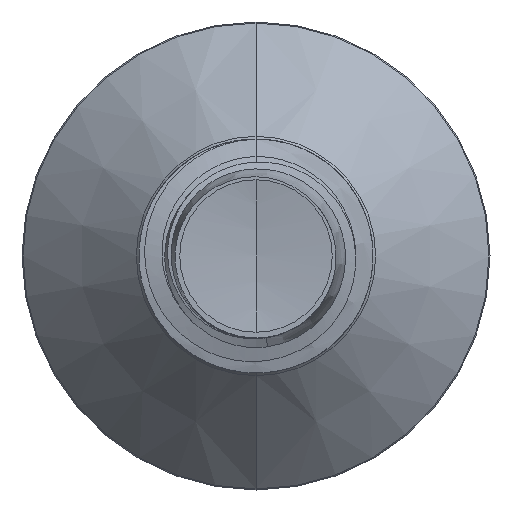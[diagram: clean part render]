
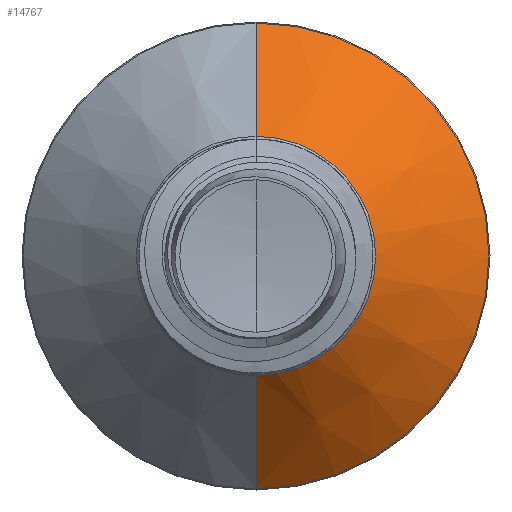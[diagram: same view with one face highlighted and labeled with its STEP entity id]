
A CAD part, front view. The second image highlights one B-rep face of the part: STEP entity #14767.
In plain terms, the highlighted conical face has half-angle 45 degrees and reference radius 2.302 mm.
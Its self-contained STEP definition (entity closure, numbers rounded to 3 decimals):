
#123 = EDGE_CURVE ( 'NONE', #28490, #36465, #11504, .T. ) ;
#1157 = ORIENTED_EDGE ( 'NONE', *, *, #31755, .T. ) ;
#2195 = LINE ( 'NONE', #27185, #32779 ) ;
#3373 = DIRECTION ( 'NONE',  ( 0., 0., 1. ) ) ;
#3924 = EDGE_CURVE ( 'NONE', #4075, #28490, #18624, .T. ) ;
#3932 = CARTESIAN_POINT ( 'NONE',  ( 0., 22.102, 0. ) ) ;
#4075 = VERTEX_POINT ( 'NONE', #33375 ) ;
#6959 = CARTESIAN_POINT ( 'NONE',  ( 0., 24.28, 4.48 ) ) ;
#6975 = ORIENTED_EDGE ( 'NONE', *, *, #3924, .F. ) ;
#6999 = DIRECTION ( 'NONE',  ( 0., 0., 1. ) ) ;
#7067 = DIRECTION ( 'NONE',  ( 0., 1., 0. ) ) ;
#8446 = CONICAL_SURFACE ( 'NONE', #21236, 2.302, 0.785 ) ;
#9537 = DIRECTION ( 'NONE',  ( 0., 1., 0. ) ) ;
#9660 = AXIS2_PLACEMENT_3D ( 'NONE', #3932, #25271, #6999 ) ;
#10404 = FACE_OUTER_BOUND ( 'NONE', #25330, .T. ) ;
#11504 = CIRCLE ( 'NONE', #26889, 4.48 ) ;
#12013 = DIRECTION ( 'NONE',  ( 0., 0.707, -0.707 ) ) ;
#14330 = ORIENTED_EDGE ( 'NONE', *, *, #123, .F. ) ;
#14767 = ADVANCED_FACE ( 'NONE', ( #10404 ), #8446, .T. ) ;
#15665 = CARTESIAN_POINT ( 'NONE',  ( 0., 22.102, 0. ) ) ;
#18012 = EDGE_CURVE ( 'NONE', #25523, #36465, #2195, .T. ) ;
#18624 = LINE ( 'NONE', #30191, #34823 ) ;
#21236 = AXIS2_PLACEMENT_3D ( 'NONE', #15665, #9537, #3373 ) ;
#24298 = CARTESIAN_POINT ( 'NONE',  ( 0., 22.102, -2.302 ) ) ;
#25271 = DIRECTION ( 'NONE',  ( 0., 1., 0. ) ) ;
#25330 = EDGE_LOOP ( 'NONE', ( #1157, #38681, #14330, #6975 ) ) ;
#25342 = CARTESIAN_POINT ( 'NONE',  ( 0., 24.28, 0. ) ) ;
#25523 = VERTEX_POINT ( 'NONE', #24298 ) ;
#26413 = CIRCLE ( 'NONE', #9660, 2.302 ) ;
#26889 = AXIS2_PLACEMENT_3D ( 'NONE', #25342, #7067, #28422 ) ;
#27185 = CARTESIAN_POINT ( 'NONE',  ( 0., 22.102, -2.302 ) ) ;
#28298 = CARTESIAN_POINT ( 'NONE',  ( 0., 24.28, -4.48 ) ) ;
#28422 = DIRECTION ( 'NONE',  ( 0., 0., 1. ) ) ;
#28490 = VERTEX_POINT ( 'NONE', #6959 ) ;
#30191 = CARTESIAN_POINT ( 'NONE',  ( 0., 22.102, 2.302 ) ) ;
#31755 = EDGE_CURVE ( 'NONE', #4075, #25523, #26413, .T. ) ;
#32779 = VECTOR ( 'NONE', #12013, 1000. ) ;
#33239 = DIRECTION ( 'NONE',  ( 0., 0.707, 0.707 ) ) ;
#33375 = CARTESIAN_POINT ( 'NONE',  ( 0., 22.102, 2.302 ) ) ;
#34823 = VECTOR ( 'NONE', #33239, 1000. ) ;
#36465 = VERTEX_POINT ( 'NONE', #28298 ) ;
#38681 = ORIENTED_EDGE ( 'NONE', *, *, #18012, .T. ) ;
